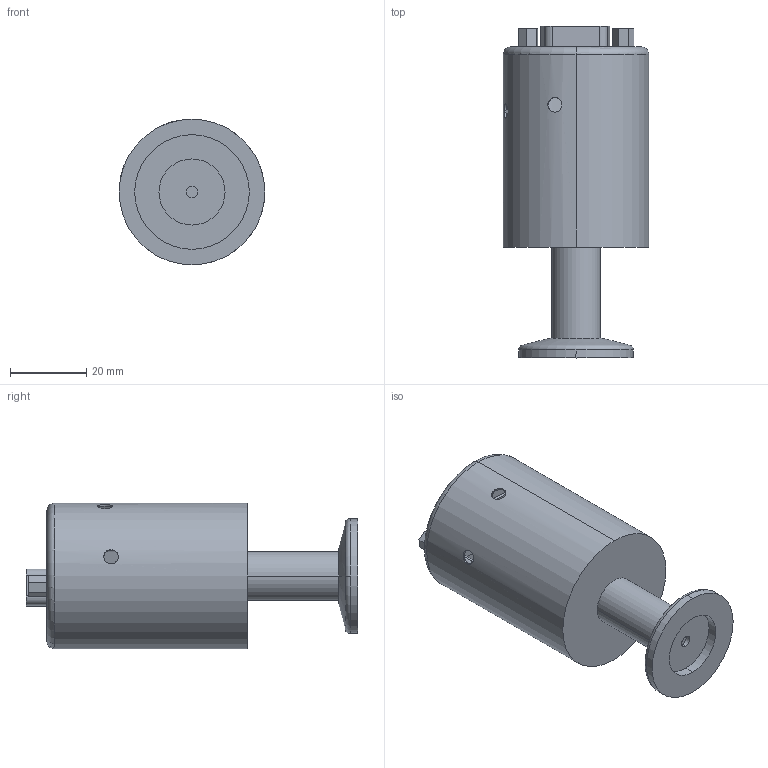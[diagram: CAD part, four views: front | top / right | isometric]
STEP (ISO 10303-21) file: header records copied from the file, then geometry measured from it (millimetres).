
FILE_DESCRIPTION (( 'STEP AP214' ), '1' );
FILE_NAME ('CMCA-9PIN-KF16.STEP', '2023-02-24T14:16:21', ( '' ), ( '' ), 'SwSTEP 2.0', 'SolidWorks 2020', '' );
FILE_SCHEMA (( 'AUTOMOTIVE_DESIGN' ));
Length unit declared in the file: inch
Products named in the file (1): CMCA-9PIN-KF16
Bounding box: 38.1 x 86.79 x 38.1 mm (x, y, z)
Volume: 12824.2 mm3; surface area: 20864.3 mm2
Topology: 1 solids, 3 shells, 202 faces, 462 edges, 300 vertices
Faces by surface type: cylinder 102, plane 80, cone 14, torus 6
Entity records: 6234 total; most frequent: CARTESIAN_POINT 1447, DIRECTION 1062, ORIENTED_EDGE 916, EDGE_CURVE 458, AXIS2_PLACEMENT_3D 421, VERTEX_POINT 300, EDGE_LOOP 250, LINE 220
